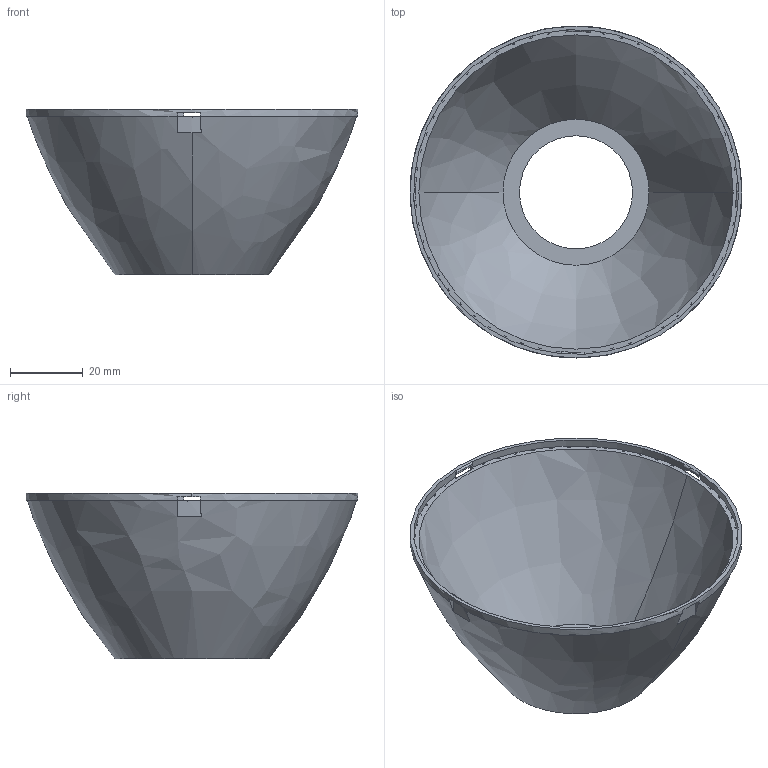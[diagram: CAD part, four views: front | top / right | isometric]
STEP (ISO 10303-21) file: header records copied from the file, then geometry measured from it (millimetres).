
FILE_DESCRIPTION (( 'STEP AP214' ), '1' );
FILE_NAME ('9145T.STEP', '2016-12-15T09:03:12', ( 'Win' ), ( 'Win' ), 'SwSTEP 2.0', 'SolidWorks 2016', '' );
FILE_SCHEMA (( 'AUTOMOTIVE_DESIGN' ));
Length unit declared in the file: millimetre
Products named in the file (1): 9145T
Bounding box: 91 x 91 x 45.5 mm (x, y, z)
Volume: 23878.6 mm3; surface area: 23930.9 mm2
Topology: 1 solids, 1 shells, 220 faces, 509 edges, 334 vertices
Faces by surface type: bspline 123, cone 55, plane 28, cylinder 14
Entity records: 11829 total; most frequent: CARTESIAN_POINT 7749, ORIENTED_EDGE 1018, EDGE_CURVE 509, DIRECTION 452, B_SPLINE_CURVE_WITH_KNOTS 336, VERTEX_POINT 334, EDGE_LOOP 273, ADVANCED_FACE 220
